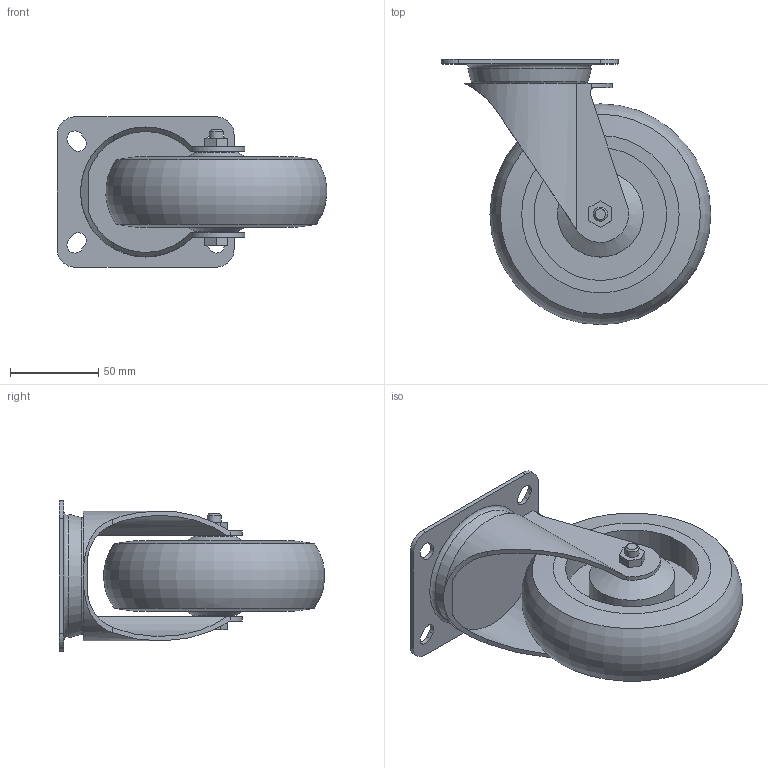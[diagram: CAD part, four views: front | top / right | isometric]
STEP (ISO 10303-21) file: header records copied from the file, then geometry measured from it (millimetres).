
FILE_DESCRIPTION(/* description */ ('STEP AP203'),/* implementation_level */ '2;1');
FILE_NAME(/* name */ 'K1766.101250400',/* time_stamp */ '2025-06-24T16:06:28+02:00',/* author */ ('License CC BY-ND 4.0'),/* organization */ ('CADENAS'),/* preprocessor_version */ 'ST-DEVELOPER v19.3',/* originating_system */ 'PARTsolutions',/* authorisation */ ' ');
FILE_SCHEMA (('CONFIG_CONTROL_DESIGN'));
Length unit declared in the file: millimetre
Products named in the file (1): K1766.101250400
Bounding box: 152.42 x 149.92 x 85 mm (x, y, z)
Volume: 456742.4 mm3; surface area: 86883.5 mm2
Topology: 1 solids, 1 shells, 98 faces, 247 edges, 163 vertices
Faces by surface type: plane 53, cylinder 35, cone 6, torus 4
Full cylindrical faces by diameter (mm): 8 x1, 15 x2, 48.5 x2, 73.5 x1, 75 x2
Entity records: 2896 total; most frequent: CARTESIAN_POINT 517, DIRECTION 500, ORIENTED_EDGE 448, EDGE_CURVE 224, AXIS2_PLACEMENT_3D 181, VERTEX_POINT 158, LINE 138, VECTOR 138
